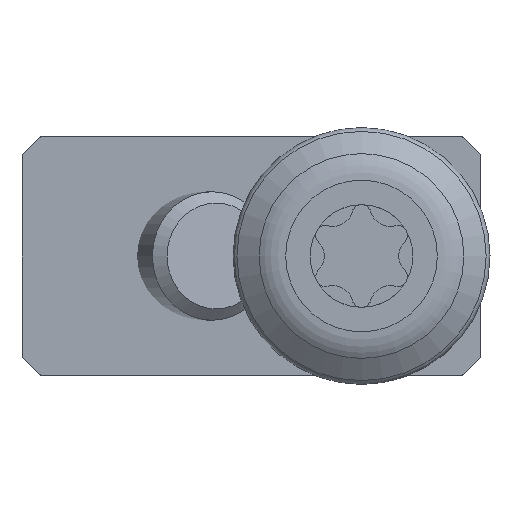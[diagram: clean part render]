
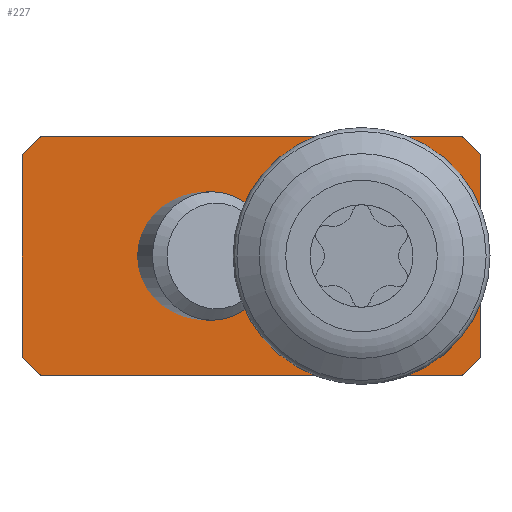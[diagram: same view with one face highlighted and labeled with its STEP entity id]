
A CAD part, front view. The second image highlights one B-rep face of the part: STEP entity #227.
In plain terms, the highlighted planar face has unit normal (0, -1, 0).
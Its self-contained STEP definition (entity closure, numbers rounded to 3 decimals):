
#227 = ADVANCED_FACE( '', ( #573, #574, #575 ), #576, .F. );
#573 = FACE_BOUND( '', #1243, .T. );
#574 = FACE_BOUND( '', #1244, .T. );
#575 = FACE_OUTER_BOUND( '', #1245, .T. );
#576 = PLANE( '', #1246 );
#1243 = EDGE_LOOP( '', ( #2150 ) );
#1244 = EDGE_LOOP( '', ( #2151 ) );
#1245 = EDGE_LOOP( '', ( #2152, #2153, #2154, #2155, #2156, #2157, #2158, #2159, #2160, #2161, #2162, #2163, #2164, #2165, #2166, #2167 ) );
#1246 = AXIS2_PLACEMENT_3D( '', #2168, #2169, #2170 );
#2150 = ORIENTED_EDGE( '', *, *, #4823, .F. );
#2151 = ORIENTED_EDGE( '', *, *, #4824, .F. );
#2152 = ORIENTED_EDGE( '', *, *, #4825, .T. );
#2153 = ORIENTED_EDGE( '', *, *, #4826, .F. );
#2154 = ORIENTED_EDGE( '', *, *, #4827, .F. );
#2155 = ORIENTED_EDGE( '', *, *, #4828, .F. );
#2156 = ORIENTED_EDGE( '', *, *, #4829, .T. );
#2157 = ORIENTED_EDGE( '', *, *, #4830, .F. );
#2158 = ORIENTED_EDGE( '', *, *, #4831, .F. );
#2159 = ORIENTED_EDGE( '', *, *, #4832, .F. );
#2160 = ORIENTED_EDGE( '', *, *, #4820, .F. );
#2161 = ORIENTED_EDGE( '', *, *, #4833, .F. );
#2162 = ORIENTED_EDGE( '', *, *, #4834, .F. );
#2163 = ORIENTED_EDGE( '', *, *, #4643, .F. );
#2164 = ORIENTED_EDGE( '', *, *, #4835, .F. );
#2165 = ORIENTED_EDGE( '', *, *, #4648, .F. );
#2166 = ORIENTED_EDGE( '', *, *, #4836, .F. );
#2167 = ORIENTED_EDGE( '', *, *, #4837, .F. );
#2168 = CARTESIAN_POINT( '', ( -6.3, 0., 3.975 ) );
#2169 = DIRECTION( '', ( 0., 1., 0. ) );
#2170 = DIRECTION( '', ( 0., 0., 1. ) );
#4643 = EDGE_CURVE( '', #5549, #5551, #5552, .T. );
#4648 = EDGE_CURVE( '', #5559, #5561, #5562, .T. );
#4820 = EDGE_CURVE( '', #5887, #5889, #5890, .T. );
#4823 = EDGE_CURVE( '', #5894, #5894, #5895, .T. );
#4824 = EDGE_CURVE( '', #5896, #5896, #5897, .F. );
#4825 = EDGE_CURVE( '', #5898, #5899, #5900, .T. );
#4826 = EDGE_CURVE( '', #5901, #5899, #5902, .T. );
#4827 = EDGE_CURVE( '', #5903, #5901, #5904, .T. );
#4828 = EDGE_CURVE( '', #5905, #5903, #5906, .T. );
#4829 = EDGE_CURVE( '', #5905, #5907, #5908, .T. );
#4830 = EDGE_CURVE( '', #5909, #5907, #5910, .T. );
#4831 = EDGE_CURVE( '', #5911, #5909, #5912, .T. );
#4832 = EDGE_CURVE( '', #5889, #5911, #5913, .T. );
#4833 = EDGE_CURVE( '', #5914, #5887, #5915, .T. );
#4834 = EDGE_CURVE( '', #5551, #5914, #5916, .T. );
#4835 = EDGE_CURVE( '', #5561, #5549, #5917, .T. );
#4836 = EDGE_CURVE( '', #5918, #5559, #5919, .T. );
#4837 = EDGE_CURVE( '', #5898, #5918, #5920, .T. );
#5549 = VERTEX_POINT( '', #7061 );
#5551 = VERTEX_POINT( '', #7064 );
#5552 = CIRCLE( '', #7065, 0.2 );
#5559 = VERTEX_POINT( '', #7085 );
#5561 = VERTEX_POINT( '', #7088 );
#5562 = CIRCLE( '', #7089, 0.2 );
#5887 = VERTEX_POINT( '', #7529 );
#5889 = VERTEX_POINT( '', #7532 );
#5890 = LINE( '', #7533, #7534 );
#5894 = VERTEX_POINT( '', #7540 );
#5895 = CIRCLE( '', #7541, 4.55 );
#5896 = VERTEX_POINT( '', #7542 );
#5897 = ELLIPSE( '', #7543, 3.192, 2.96 );
#5898 = VERTEX_POINT( '', #7544 );
#5899 = VERTEX_POINT( '', #7545 );
#5900 = LINE( '', #7546, #7547 );
#5901 = VERTEX_POINT( '', #7548 );
#5902 = CIRCLE( '', #7549, 0.2 );
#5903 = VERTEX_POINT( '', #7550 );
#5904 = LINE( '', #7551, #7552 );
#5905 = VERTEX_POINT( '', #7553 );
#5906 = CIRCLE( '', #7554, 0.2 );
#5907 = VERTEX_POINT( '', #7555 );
#5908 = LINE( '', #7556, #7557 );
#5909 = VERTEX_POINT( '', #7558 );
#5910 = CIRCLE( '', #7559, 0.2 );
#5911 = VERTEX_POINT( '', #7560 );
#5912 = LINE( '', #7561, #7562 );
#5913 = CIRCLE( '', #7563, 0.2 );
#5914 = VERTEX_POINT( '', #7564 );
#5915 = CIRCLE( '', #7565, 0.2 );
#5916 = LINE( '', #7566, #7567 );
#5917 = LINE( '', #7568, #7569 );
#5918 = VERTEX_POINT( '', #7570 );
#5919 = LINE( '', #7571, #7572 );
#5920 = CIRCLE( '', #7573, 0.2 );
#7061 = CARTESIAN_POINT( '', ( 17.417, 0., 6.5 ) );
#7064 = CARTESIAN_POINT( '', ( 17.559, 0., 6.441 ) );
#7065 = AXIS2_PLACEMENT_3D( '', #9390, #9391, #9392 );
#7085 = CARTESIAN_POINT( '', ( -5.559, 0., 6.441 ) );
#7088 = CARTESIAN_POINT( '', ( -5.417, 0., 6.5 ) );
#7089 = AXIS2_PLACEMENT_3D( '', #9398, #9399, #9400 );
#7529 = CARTESIAN_POINT( '', ( 18.5, 0., 5.417 ) );
#7532 = CARTESIAN_POINT( '', ( 18.5, 0., -5.417 ) );
#7533 = CARTESIAN_POINT( '', ( 18.5, 0., 6.5 ) );
#7534 = VECTOR( '', #9721, 1000. );
#7540 = CARTESIAN_POINT( '', ( 0., 0., -4.55 ) );
#7541 = AXIS2_PLACEMENT_3D( '', #9724, #9725, #9726 );
#7542 = CARTESIAN_POINT( '', ( 11.41, 0., 0. ) );
#7543 = AXIS2_PLACEMENT_3D( '', #9727, #9728, #9729 );
#7544 = CARTESIAN_POINT( '', ( -6.5, 0., 5.417 ) );
#7545 = CARTESIAN_POINT( '', ( -6.5, 0., -5.417 ) );
#7546 = CARTESIAN_POINT( '', ( -6.5, 0., 6.5 ) );
#7547 = VECTOR( '', #9730, 1000. );
#7548 = CARTESIAN_POINT( '', ( -6.441, 0., -5.559 ) );
#7549 = AXIS2_PLACEMENT_3D( '', #9731, #9732, #9733 );
#7550 = CARTESIAN_POINT( '', ( -5.559, 0., -6.441 ) );
#7551 = CARTESIAN_POINT( '', ( -5.559, 0., -6.441 ) );
#7552 = VECTOR( '', #9734, 1000. );
#7553 = CARTESIAN_POINT( '', ( -5.417, 0., -6.5 ) );
#7554 = AXIS2_PLACEMENT_3D( '', #9735, #9736, #9737 );
#7555 = CARTESIAN_POINT( '', ( 17.417, 0., -6.5 ) );
#7556 = CARTESIAN_POINT( '', ( -6.5, 0., -6.5 ) );
#7557 = VECTOR( '', #9738, 1000. );
#7558 = CARTESIAN_POINT( '', ( 17.559, 0., -6.441 ) );
#7559 = AXIS2_PLACEMENT_3D( '', #9739, #9740, #9741 );
#7560 = CARTESIAN_POINT( '', ( 18.441, 0., -5.559 ) );
#7561 = CARTESIAN_POINT( '', ( 18.441, 0., -5.559 ) );
#7562 = VECTOR( '', #9742, 1000. );
#7563 = AXIS2_PLACEMENT_3D( '', #9743, #9744, #9745 );
#7564 = CARTESIAN_POINT( '', ( 18.441, 0., 5.559 ) );
#7565 = AXIS2_PLACEMENT_3D( '', #9746, #9747, #9748 );
#7566 = CARTESIAN_POINT( '', ( 17.559, 0., 6.441 ) );
#7567 = VECTOR( '', #9749, 1000. );
#7568 = CARTESIAN_POINT( '', ( -6.5, 0., 6.5 ) );
#7569 = VECTOR( '', #9750, 1000. );
#7570 = CARTESIAN_POINT( '', ( -6.441, 0., 5.559 ) );
#7571 = CARTESIAN_POINT( '', ( -6.441, 0., 5.559 ) );
#7572 = VECTOR( '', #9751, 1000. );
#7573 = AXIS2_PLACEMENT_3D( '', #9752, #9753, #9754 );
#9390 = CARTESIAN_POINT( '', ( 17.417, 0., 6.3 ) );
#9391 = DIRECTION( '', ( 0., 1., 0. ) );
#9392 = DIRECTION( '', ( 1., 0., 0. ) );
#9398 = CARTESIAN_POINT( '', ( -5.417, 0., 6.3 ) );
#9399 = DIRECTION( '', ( 0., 1., 0. ) );
#9400 = DIRECTION( '', ( 1., 0., 0. ) );
#9721 = DIRECTION( '', ( 0., 0., -1. ) );
#9724 = CARTESIAN_POINT( '', ( 0., 0., 0. ) );
#9725 = DIRECTION( '', ( 0., -1., 0. ) );
#9726 = DIRECTION( '', ( 0., 0., -1. ) );
#9727 = CARTESIAN_POINT( '', ( 8.218, 0., 0. ) );
#9728 = DIRECTION( '', ( 0., 1., 0. ) );
#9729 = DIRECTION( '', ( 1., 0., 0. ) );
#9730 = DIRECTION( '', ( 0., 0., -1. ) );
#9731 = CARTESIAN_POINT( '', ( -6.3, 0., -5.417 ) );
#9732 = DIRECTION( '', ( 0., 1., 0. ) );
#9733 = DIRECTION( '', ( 1., 0., 0. ) );
#9734 = DIRECTION( '', ( -0.707, 0., 0.707 ) );
#9735 = CARTESIAN_POINT( '', ( -5.417, 0., -6.3 ) );
#9736 = DIRECTION( '', ( 0., 1., 0. ) );
#9737 = DIRECTION( '', ( 1., 0., 0. ) );
#9738 = DIRECTION( '', ( 1., 0., 0. ) );
#9739 = CARTESIAN_POINT( '', ( 17.417, 0., -6.3 ) );
#9740 = DIRECTION( '', ( 0., 1., 0. ) );
#9741 = DIRECTION( '', ( 1., 0., 0. ) );
#9742 = DIRECTION( '', ( -0.707, 0., -0.707 ) );
#9743 = CARTESIAN_POINT( '', ( 18.3, 0., -5.417 ) );
#9744 = DIRECTION( '', ( 0., 1., 0. ) );
#9745 = DIRECTION( '', ( 1., 0., 0. ) );
#9746 = CARTESIAN_POINT( '', ( 18.3, 0., 5.417 ) );
#9747 = DIRECTION( '', ( 0., 1., 0. ) );
#9748 = DIRECTION( '', ( 1., 0., 0. ) );
#9749 = DIRECTION( '', ( 0.707, 0., -0.707 ) );
#9750 = DIRECTION( '', ( 1., 0., 0. ) );
#9751 = DIRECTION( '', ( 0.707, 0., 0.707 ) );
#9752 = CARTESIAN_POINT( '', ( -6.3, 0., 5.417 ) );
#9753 = DIRECTION( '', ( 0., 1., 0. ) );
#9754 = DIRECTION( '', ( 1., 0., 0. ) );
